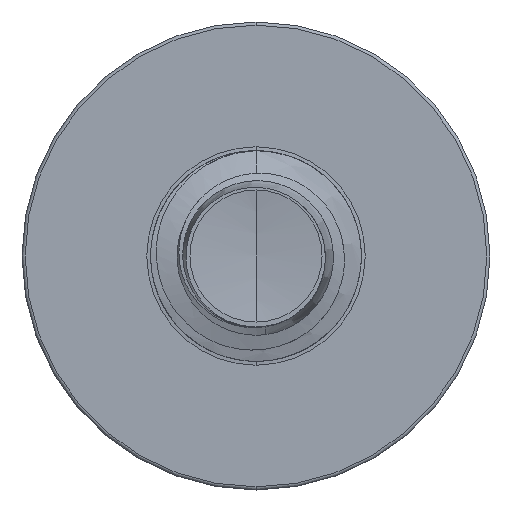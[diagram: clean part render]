
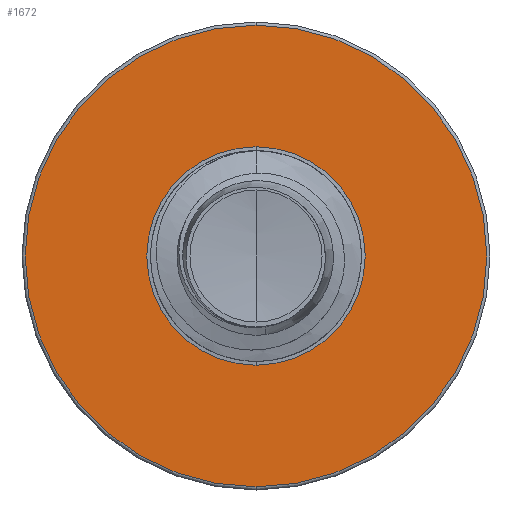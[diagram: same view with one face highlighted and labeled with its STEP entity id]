
A CAD part, front view. The second image highlights one B-rep face of the part: STEP entity #1672.
In plain terms, the highlighted planar face has unit normal (0, -1, 0).
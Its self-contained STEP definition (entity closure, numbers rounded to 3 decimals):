
#201 = AXIS2_PLACEMENT_3D ( 'NONE', #13345, #13247, #6663 ) ;
#482 = VERTEX_POINT ( 'NONE', #10908 ) ;
#901 = EDGE_CURVE ( 'NONE', #20034, #482, #2753, .T. ) ;
#1672 = ADVANCED_FACE ( 'NONE', ( #12210, #15941 ), #2674, .F. ) ;
#2655 = DIRECTION ( 'NONE',  ( 0., 0., 1. ) ) ;
#2671 = DIRECTION ( 'NONE',  ( 0., 1., 0. ) ) ;
#2674 = PLANE ( 'NONE',  #6588 ) ;
#2753 = CIRCLE ( 'NONE', #201, 1.973 ) ;
#2822 = EDGE_CURVE ( 'NONE', #4975, #14456, #12444, .T. ) ;
#2905 = CARTESIAN_POINT ( 'NONE',  ( 0., 6., -0.933 ) ) ;
#4669 = CARTESIAN_POINT ( 'NONE',  ( 0., 6., -0.933 ) ) ;
#4975 = VERTEX_POINT ( 'NONE', #4669 ) ;
#6475 = ORIENTED_EDGE ( 'NONE', *, *, #13051, .T. ) ;
#6588 = AXIS2_PLACEMENT_3D ( 'NONE', #2905, #2671, #2655 ) ;
#6663 = DIRECTION ( 'NONE',  ( 0., 0., 1. ) ) ;
#8506 = ORIENTED_EDGE ( 'NONE', *, *, #2822, .T. ) ;
#10908 = CARTESIAN_POINT ( 'NONE',  ( 0., 6., -1.973 ) ) ;
#10951 = CIRCLE ( 'NONE', #11467, 0.933 ) ;
#11467 = AXIS2_PLACEMENT_3D ( 'NONE', #20299, #19337, #18817 ) ;
#11900 = CARTESIAN_POINT ( 'NONE',  ( 0., 6., 0.933 ) ) ;
#11916 = ORIENTED_EDGE ( 'NONE', *, *, #901, .F. ) ;
#12210 = FACE_OUTER_BOUND ( 'NONE', #13675, .T. ) ;
#12444 = CIRCLE ( 'NONE', #12876, 0.933 ) ;
#12876 = AXIS2_PLACEMENT_3D ( 'NONE', #18656, #18638, #18587 ) ;
#13051 = EDGE_CURVE ( 'NONE', #14456, #4975, #10951, .T. ) ;
#13080 = EDGE_CURVE ( 'NONE', #482, #20034, #17882, .T. ) ;
#13247 = DIRECTION ( 'NONE',  ( 0., 1., 0. ) ) ;
#13345 = CARTESIAN_POINT ( 'NONE',  ( 0., 6., 0. ) ) ;
#13569 = AXIS2_PLACEMENT_3D ( 'NONE', #20317, #18822, #18831 ) ;
#13675 = EDGE_LOOP ( 'NONE', ( #11916, #17789 ) ) ;
#14456 = VERTEX_POINT ( 'NONE', #11900 ) ;
#15941 = FACE_BOUND ( 'NONE', #19478, .T. ) ;
#17789 = ORIENTED_EDGE ( 'NONE', *, *, #13080, .F. ) ;
#17882 = CIRCLE ( 'NONE', #13569, 1.973 ) ;
#18587 = DIRECTION ( 'NONE',  ( 0., 0., 1. ) ) ;
#18638 = DIRECTION ( 'NONE',  ( 0., 1., 0. ) ) ;
#18656 = CARTESIAN_POINT ( 'NONE',  ( 0., 6., 0. ) ) ;
#18817 = DIRECTION ( 'NONE',  ( 0., 0., 1. ) ) ;
#18822 = DIRECTION ( 'NONE',  ( 0., 1., 0. ) ) ;
#18831 = DIRECTION ( 'NONE',  ( 0., 0., 1. ) ) ;
#19337 = DIRECTION ( 'NONE',  ( 0., 1., 0. ) ) ;
#19478 = EDGE_LOOP ( 'NONE', ( #6475, #8506 ) ) ;
#19790 = CARTESIAN_POINT ( 'NONE',  ( 0., 6., 1.973 ) ) ;
#20034 = VERTEX_POINT ( 'NONE', #19790 ) ;
#20299 = CARTESIAN_POINT ( 'NONE',  ( 0., 6., 0. ) ) ;
#20317 = CARTESIAN_POINT ( 'NONE',  ( 0., 6., 0. ) ) ;
